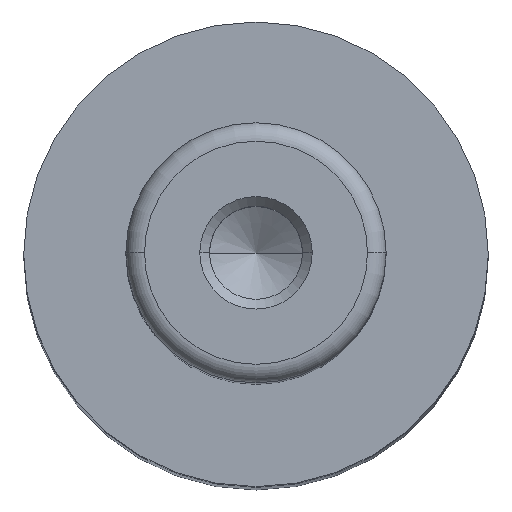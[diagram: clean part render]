
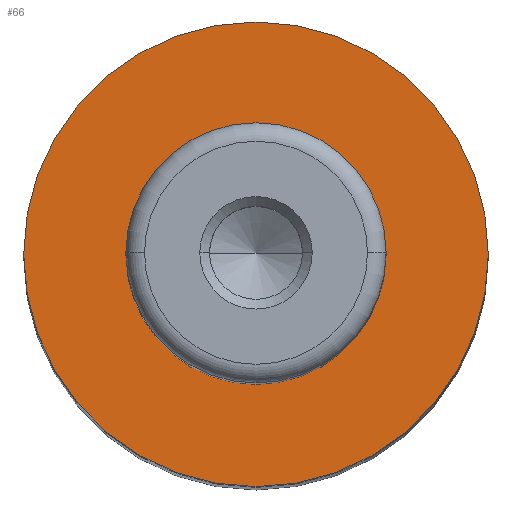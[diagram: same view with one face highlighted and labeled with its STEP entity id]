
A CAD part, top view. The second image highlights one B-rep face of the part: STEP entity #66.
In plain terms, the highlighted planar face has unit normal (0, 0, 1).
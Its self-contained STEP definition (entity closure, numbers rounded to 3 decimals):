
#14 = CARTESIAN_POINT ( 'NONE',  ( -7., 0., 103. ) ) ;
#20 = FACE_OUTER_BOUND ( 'NONE', #461, .T. ) ;
#22 = EDGE_CURVE ( 'NONE', #31, #142, #470, .T. ) ;
#31 = VERTEX_POINT ( 'NONE', #714 ) ;
#39 = ORIENTED_EDGE ( 'NONE', *, *, #655, .T. ) ;
#61 = CARTESIAN_POINT ( 'NONE',  ( 0., 0., 103. ) ) ;
#66 = ADVANCED_FACE ( 'NONE', ( #649, #20 ), #662, .T. ) ;
#67 = CARTESIAN_POINT ( 'NONE',  ( 0., 0., 103. ) ) ;
#75 = CARTESIAN_POINT ( 'NONE',  ( 12.5, 0., 103. ) ) ;
#83 = CARTESIAN_POINT ( 'NONE',  ( 0., 0., 103. ) ) ;
#84 = CARTESIAN_POINT ( 'NONE',  ( -12.5, 0., 103. ) ) ;
#116 = EDGE_CURVE ( 'NONE', #231, #724, #749, .T. ) ;
#118 = DIRECTION ( 'NONE',  ( -1., 0., 0. ) ) ;
#129 = DIRECTION ( 'NONE',  ( -1., 0., 0. ) ) ;
#142 = VERTEX_POINT ( 'NONE', #14 ) ;
#150 = EDGE_LOOP ( 'NONE', ( #39, #308 ) ) ;
#179 = AXIS2_PLACEMENT_3D ( 'NONE', #365, #541, #192 ) ;
#184 = DIRECTION ( 'NONE',  ( -1., 0., 0. ) ) ;
#192 = DIRECTION ( 'NONE',  ( 1., 0., 0. ) ) ;
#231 = VERTEX_POINT ( 'NONE', #84 ) ;
#257 = CARTESIAN_POINT ( 'NONE',  ( 0., 0., 103. ) ) ;
#292 = AXIS2_PLACEMENT_3D ( 'NONE', #67, #488, #129 ) ;
#308 = ORIENTED_EDGE ( 'NONE', *, *, #22, .T. ) ;
#315 = DIRECTION ( 'NONE',  ( -1., 0., 0. ) ) ;
#365 = CARTESIAN_POINT ( 'NONE',  ( -7., 0., 103. ) ) ;
#461 = EDGE_LOOP ( 'NONE', ( #729, #565 ) ) ;
#470 = CIRCLE ( 'NONE', #674, 7. ) ;
#475 = DIRECTION ( 'NONE',  ( 0., 0., -1. ) ) ;
#488 = DIRECTION ( 'NONE',  ( 0., 0., -1. ) ) ;
#504 = AXIS2_PLACEMENT_3D ( 'NONE', #83, #531, #184 ) ;
#531 = DIRECTION ( 'NONE',  ( 0., 0., -1. ) ) ;
#541 = DIRECTION ( 'NONE',  ( 0., 0., 1. ) ) ;
#565 = ORIENTED_EDGE ( 'NONE', *, *, #676, .F. ) ;
#625 = CIRCLE ( 'NONE', #504, 7. ) ;
#649 = FACE_BOUND ( 'NONE', #150, .T. ) ;
#655 = EDGE_CURVE ( 'NONE', #142, #31, #625, .T. ) ;
#662 = PLANE ( 'NONE',  #179 ) ;
#674 = AXIS2_PLACEMENT_3D ( 'NONE', #61, #475, #118 ) ;
#675 = DIRECTION ( 'NONE',  ( 0., 0., -1. ) ) ;
#676 = EDGE_CURVE ( 'NONE', #724, #231, #741, .T. ) ;
#683 = AXIS2_PLACEMENT_3D ( 'NONE', #257, #675, #315 ) ;
#714 = CARTESIAN_POINT ( 'NONE',  ( 7., 0., 103. ) ) ;
#724 = VERTEX_POINT ( 'NONE', #75 ) ;
#729 = ORIENTED_EDGE ( 'NONE', *, *, #116, .F. ) ;
#741 = CIRCLE ( 'NONE', #683, 12.5 ) ;
#749 = CIRCLE ( 'NONE', #292, 12.5 ) ;
